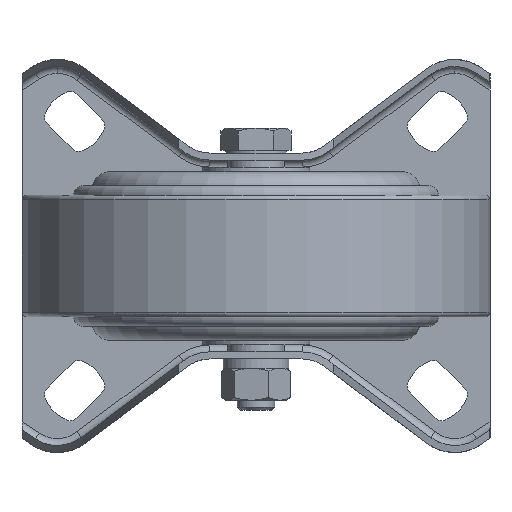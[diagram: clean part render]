
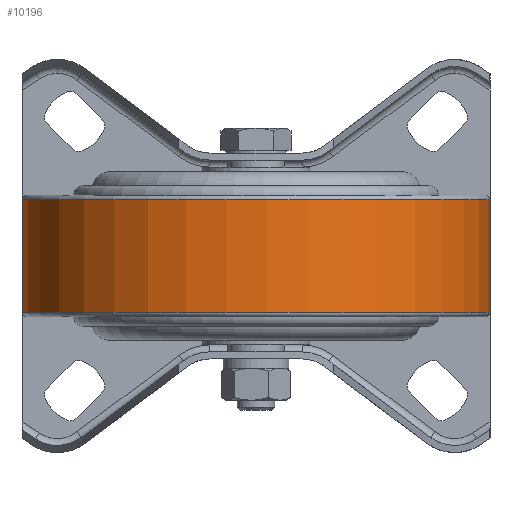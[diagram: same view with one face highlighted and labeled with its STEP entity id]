
A CAD part, front view. The second image highlights one B-rep face of the part: STEP entity #10196.
In plain terms, the highlighted cylindrical face has radius 50 mm (diameter 100 mm), a partial arc.
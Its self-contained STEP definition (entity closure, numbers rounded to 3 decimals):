
#1552 = AXIS2_PLACEMENT_3D ( 'NONE', #13657, #12529, #12578 ) ;
#1632 = CIRCLE ( 'NONE', #14370, 50. ) ;
#1656 = DIRECTION ( 'NONE',  ( 0., 0., 1. ) ) ;
#1756 = CARTESIAN_POINT ( 'NONE',  ( 0., -77., 12. ) ) ;
#2888 = DIRECTION ( 'NONE',  ( -0.999, -0.046, 0. ) ) ;
#2939 = VERTEX_POINT ( 'NONE', #13961 ) ;
#3040 = ORIENTED_EDGE ( 'NONE', *, *, #14033, .T. ) ;
#3194 = CIRCLE ( 'NONE', #3335, 50. ) ;
#3228 = FACE_OUTER_BOUND ( 'NONE', #8340, .T. ) ;
#3335 = AXIS2_PLACEMENT_3D ( 'NONE', #1756, #9565, #2888 ) ;
#4039 = VERTEX_POINT ( 'NONE', #12705 ) ;
#5680 = VECTOR ( 'NONE', #9297, 1000. ) ;
#5703 = EDGE_CURVE ( 'NONE', #4039, #2939, #1632, .T. ) ;
#6327 = CARTESIAN_POINT ( 'NONE',  ( -49.947, -79.301, 12. ) ) ;
#6802 = VERTEX_POINT ( 'NONE', #6327 ) ;
#7951 = LINE ( 'NONE', #13054, #13989 ) ;
#8329 = CARTESIAN_POINT ( 'NONE',  ( 0., -77., -12. ) ) ;
#8340 = EDGE_LOOP ( 'NONE', ( #13644, #3040, #12792, #8636 ) ) ;
#8391 = VERTEX_POINT ( 'NONE', #12848 ) ;
#8636 = ORIENTED_EDGE ( 'NONE', *, *, #5703, .T. ) ;
#8676 = LINE ( 'NONE', #12686, #5680 ) ;
#9297 = DIRECTION ( 'NONE',  ( 0., 0., -1. ) ) ;
#9460 = DIRECTION ( 'NONE',  ( 0.999, 0.046, 0. ) ) ;
#9565 = DIRECTION ( 'NONE',  ( 0., 0., -1. ) ) ;
#10196 = ADVANCED_FACE ( 'NONE', ( #3228 ), #10769, .T. ) ;
#10769 = CYLINDRICAL_SURFACE ( 'NONE', #1552, 50. ) ;
#10960 = EDGE_CURVE ( 'NONE', #6802, #4039, #7951, .T. ) ;
#12529 = DIRECTION ( 'NONE',  ( 0., 0., -1. ) ) ;
#12578 = DIRECTION ( 'NONE',  ( -0.999, -0.046, 0. ) ) ;
#12686 = CARTESIAN_POINT ( 'NONE',  ( 49.947, -74.699, 0. ) ) ;
#12705 = CARTESIAN_POINT ( 'NONE',  ( -49.947, -79.301, -12. ) ) ;
#12792 = ORIENTED_EDGE ( 'NONE', *, *, #10960, .T. ) ;
#12848 = CARTESIAN_POINT ( 'NONE',  ( 49.947, -74.699, 12. ) ) ;
#13006 = DIRECTION ( 'NONE',  ( 0., 0., -1. ) ) ;
#13054 = CARTESIAN_POINT ( 'NONE',  ( -49.947, -79.301, 0. ) ) ;
#13250 = EDGE_CURVE ( 'NONE', #8391, #2939, #8676, .T. ) ;
#13644 = ORIENTED_EDGE ( 'NONE', *, *, #13250, .F. ) ;
#13657 = CARTESIAN_POINT ( 'NONE',  ( 0., -77., 0. ) ) ;
#13961 = CARTESIAN_POINT ( 'NONE',  ( 49.947, -74.699, -12. ) ) ;
#13989 = VECTOR ( 'NONE', #13006, 1000. ) ;
#14033 = EDGE_CURVE ( 'NONE', #8391, #6802, #3194, .T. ) ;
#14370 = AXIS2_PLACEMENT_3D ( 'NONE', #8329, #1656, #9460 ) ;
